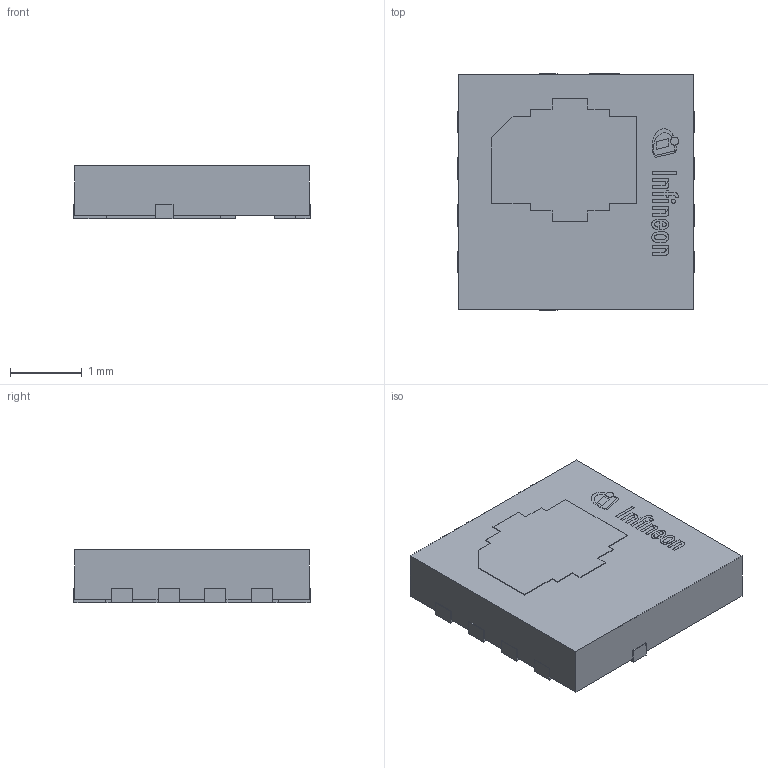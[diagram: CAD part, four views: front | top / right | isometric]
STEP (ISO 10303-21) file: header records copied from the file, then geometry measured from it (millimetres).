
FILE_DESCRIPTION(/* description */ (''),/* implementation_level */ '2;1');
FILE_NAME(/* name */ 'PG-WHTFN-9-4_Z8B00256460_V01_3D.stp',/* time_stamp */ '2025-02-27T18:42:57+05:30',/* author */ ('sivamani'),/* organization */ (''),/* preprocessor_version */ 'ST-DEVELOPER v19.2',/* originating_system */ 'AutoCAD Mechanical',/* authorisation */ '');
FILE_SCHEMA (('AUTOMOTIVE_DESIGN { 1 0 10303 214 3 1 1 }'));
Length unit declared in the file: millimetre
Products named in the file (1): Product
Bounding box: 3.3 x 3.3 x 0.75 mm (x, y, z)
Volume: 7.7 mm3; surface area: 54.6 mm2
Topology: 17 solids, 17 shells, 252 faces, 654 edges, 436 vertices
Faces by surface type: plane 230, bspline 20, cylinder 2
Full cylindrical faces by diameter (mm): 0.056 x1, 0.115 x1
Entity records: 7789 total; most frequent: CARTESIAN_POINT 2051, ORIENTED_EDGE 1308, DIRECTION 984, EDGE_CURVE 654, LINE 510, VECTOR 510, VERTEX_POINT 436, EDGE_LOOP 256
